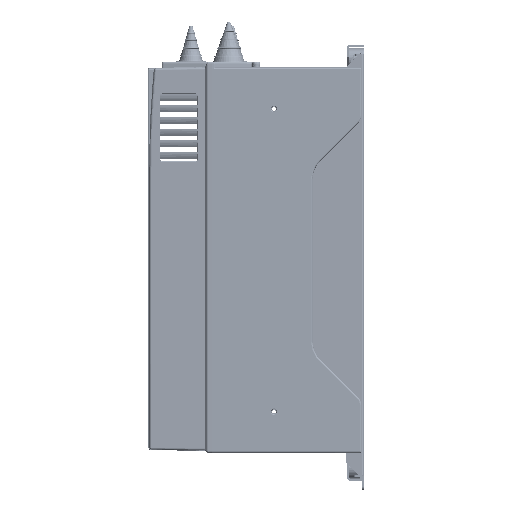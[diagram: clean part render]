
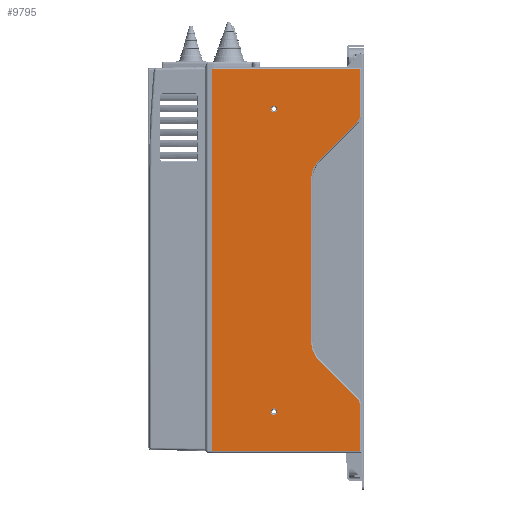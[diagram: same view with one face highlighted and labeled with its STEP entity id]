
A CAD part, left-side view. The second image highlights one B-rep face of the part: STEP entity #9795.
In plain terms, the highlighted planar face has unit normal (-1, 0, 0).
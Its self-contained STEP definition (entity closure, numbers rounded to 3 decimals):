
#6604=FACE_BOUND('',#24567,.T.);
#6605=FACE_BOUND('',#24568,.T.);
#6606=FACE_BOUND('',#24569,.T.);
#9795=ADVANCED_FACE('',(#6604,#6605,#6606),#15040,.T.);
#15040=PLANE('',#113382);
#24567=EDGE_LOOP('',(#37549));
#24568=EDGE_LOOP('',(#37550));
#24569=EDGE_LOOP('',(#37551,#37552,#37553,#37554,#37555,#37556,#37557,#37558,
#37559,#37560,#37561,#37562,#37563,#37564));
#37549=ORIENTED_EDGE('',*,*,#75769,.T.);
#37550=ORIENTED_EDGE('',*,*,#75772,.T.);
#37551=ORIENTED_EDGE('',*,*,#75835,.T.);
#37552=ORIENTED_EDGE('',*,*,#75836,.T.);
#37553=ORIENTED_EDGE('',*,*,#75834,.T.);
#37554=ORIENTED_EDGE('',*,*,#75837,.T.);
#37555=ORIENTED_EDGE('',*,*,#75824,.T.);
#37556=ORIENTED_EDGE('',*,*,#75819,.T.);
#37557=ORIENTED_EDGE('',*,*,#75816,.T.);
#37558=ORIENTED_EDGE('',*,*,#75809,.T.);
#37559=ORIENTED_EDGE('',*,*,#75806,.T.);
#37560=ORIENTED_EDGE('',*,*,#75799,.T.);
#37561=ORIENTED_EDGE('',*,*,#75796,.T.);
#37562=ORIENTED_EDGE('',*,*,#75789,.T.);
#37563=ORIENTED_EDGE('',*,*,#75786,.T.);
#37564=ORIENTED_EDGE('',*,*,#75776,.T.);
#63827=VERTEX_POINT('',#163240);
#63830=VERTEX_POINT('',#163282);
#63832=VERTEX_POINT('',#163320);
#63834=VERTEX_POINT('',#163324);
#63840=VERTEX_POINT('',#163371);
#63841=VERTEX_POINT('',#163399);
#63846=VERTEX_POINT('',#163415);
#63847=VERTEX_POINT('',#163443);
#63852=VERTEX_POINT('',#163459);
#63853=VERTEX_POINT('',#163487);
#63858=VERTEX_POINT('',#163503);
#63860=VERTEX_POINT('',#163532);
#63863=VERTEX_POINT('',#163572);
#63870=VERTEX_POINT('',#163592);
#63871=VERTEX_POINT('',#163594);
#63872=VERTEX_POINT('',#163598);
#75769=EDGE_CURVE('',#63827,#63827,#88956,.T.);
#75772=EDGE_CURVE('',#63830,#63830,#88958,.T.);
#75776=EDGE_CURVE('',#63832,#63834,#97297,.T.);
#75786=EDGE_CURVE('',#63840,#63832,#88965,.T.);
#75789=EDGE_CURVE('',#63841,#63840,#97302,.T.);
#75796=EDGE_CURVE('',#63846,#63841,#88969,.T.);
#75799=EDGE_CURVE('',#63847,#63846,#97307,.T.);
#75806=EDGE_CURVE('',#63852,#63847,#88973,.T.);
#75809=EDGE_CURVE('',#63853,#63852,#97312,.T.);
#75816=EDGE_CURVE('',#63858,#63853,#88977,.T.);
#75819=EDGE_CURVE('',#63860,#63858,#97317,.T.);
#75824=EDGE_CURVE('',#63863,#63860,#97319,.T.);
#75834=EDGE_CURVE('',#63870,#63871,#97325,.T.);
#75835=EDGE_CURVE('',#63834,#63872,#97326,.T.);
#75836=EDGE_CURVE('',#63872,#63870,#97327,.T.);
#75837=EDGE_CURVE('',#63871,#63863,#97328,.T.);
#88956=CIRCLE('',#113331,3.208);
#88958=CIRCLE('',#113335,3.208);
#88965=CIRCLE('',#113346,8.5);
#88969=CIRCLE('',#113354,26.5);
#88973=CIRCLE('',#113362,26.5);
#88977=CIRCLE('',#113370,8.5);
#97297=LINE('',#163325,#104731);
#97302=LINE('',#163402,#104736);
#97307=LINE('',#163446,#104741);
#97312=LINE('',#163490,#104746);
#97317=LINE('',#163534,#104751);
#97319=LINE('',#163571,#104753);
#97325=LINE('',#163595,#104759);
#97326=LINE('',#163597,#104760);
#97327=LINE('',#163599,#104761);
#97328=LINE('',#163600,#104762);
#104731=VECTOR('',#127063,1.);
#104736=VECTOR('',#127088,1.);
#104741=VECTOR('',#127109,1.);
#104746=VECTOR('',#127130,1.);
#104751=VECTOR('',#127151,1.);
#104753=VECTOR('',#127161,1.);
#104759=VECTOR('',#127177,1.);
#104760=VECTOR('',#127180,1.);
#104761=VECTOR('',#127181,1.);
#104762=VECTOR('',#127182,1.);
#113331=AXIS2_PLACEMENT_3D('',#163239,#127048,#127049);
#113335=AXIS2_PLACEMENT_3D('',#163281,#127056,#127057);
#113346=AXIS2_PLACEMENT_3D('',#163372,#127083,#127084);
#113354=AXIS2_PLACEMENT_3D('',#163416,#127104,#127105);
#113362=AXIS2_PLACEMENT_3D('',#163460,#127125,#127126);
#113370=AXIS2_PLACEMENT_3D('',#163504,#127146,#127147);
#113382=AXIS2_PLACEMENT_3D('',#163601,#127183,#127184);
#127048=DIRECTION('',(1.,0.,0.));
#127049=DIRECTION('',(0.,1.,0.));
#127056=DIRECTION('',(1.,0.,0.));
#127057=DIRECTION('',(0.,1.,0.));
#127063=DIRECTION('',(0.,0.,1.));
#127083=DIRECTION('',(-1.,0.,0.));
#127084=DIRECTION('',(0.,-0.707,-0.707));
#127088=DIRECTION('',(0.,-0.707,0.707));
#127104=DIRECTION('',(1.,0.,0.));
#127105=DIRECTION('',(0.,1.,0.));
#127109=DIRECTION('',(0.,0.,1.));
#127125=DIRECTION('',(1.,0.,0.));
#127126=DIRECTION('',(0.,0.707,-0.707));
#127130=DIRECTION('',(0.,0.707,0.707));
#127146=DIRECTION('',(-1.,0.,0.));
#127147=DIRECTION('',(0.,-1.,0.));
#127151=DIRECTION('',(0.,0.,1.));
#127161=DIRECTION('',(0.,-1.,0.));
#127177=DIRECTION('',(0.,1.,0.));
#127180=DIRECTION('',(0.,1.,0.));
#127181=DIRECTION('',(0.,0.,1.));
#127182=DIRECTION('',(0.,0.,-1.));
#127183=DIRECTION('',(-1.,0.,0.));
#127184=DIRECTION('',(0.,1.,0.));
#163239=CARTESIAN_POINT('',(-54.462,56.594,2.));
#163240=CARTESIAN_POINT('',(-54.462,59.802,2.));
#163281=CARTESIAN_POINT('',(-54.462,56.594,-298.));
#163282=CARTESIAN_POINT('',(-54.462,59.802,-298.));
#163320=CARTESIAN_POINT('',(-54.462,-28.406,-4.858));
#163324=CARTESIAN_POINT('',(-54.462,-28.406,41.));
#163325=CARTESIAN_POINT('',(-54.462,-28.406,-4.858));
#163371=CARTESIAN_POINT('',(-54.462,-25.917,-10.868));
#163372=CARTESIAN_POINT('',(-54.462,-19.906,-4.858));
#163399=CARTESIAN_POINT('',(-54.462,11.832,-48.617));
#163402=CARTESIAN_POINT('',(-54.462,11.832,-48.617));
#163415=CARTESIAN_POINT('',(-54.462,19.594,-67.355));
#163416=CARTESIAN_POINT('',(-54.462,-6.906,-67.355));
#163443=CARTESIAN_POINT('',(-54.462,19.594,-228.645));
#163446=CARTESIAN_POINT('',(-54.462,19.594,-228.645));
#163459=CARTESIAN_POINT('',(-54.462,11.832,-247.383));
#163460=CARTESIAN_POINT('',(-54.462,-6.906,-228.645));
#163487=CARTESIAN_POINT('',(-54.462,-25.917,-285.132));
#163490=CARTESIAN_POINT('',(-54.462,-25.917,-285.132));
#163503=CARTESIAN_POINT('',(-54.462,-28.406,-291.142));
#163504=CARTESIAN_POINT('',(-54.462,-19.906,-291.142));
#163532=CARTESIAN_POINT('',(-54.462,-28.406,-337.));
#163534=CARTESIAN_POINT('',(-54.462,-28.406,-337.));
#163571=CARTESIAN_POINT('',(-54.462,117.594,-337.));
#163572=CARTESIAN_POINT('',(-54.462,117.594,-337.));
#163592=CARTESIAN_POINT('',(-54.462,116.094,41.5));
#163594=CARTESIAN_POINT('',(-54.462,117.594,41.5));
#163595=CARTESIAN_POINT('',(-54.462,116.094,41.5));
#163597=CARTESIAN_POINT('',(-54.462,-28.406,41.));
#163598=CARTESIAN_POINT('',(-54.462,116.094,41.));
#163599=CARTESIAN_POINT('',(-54.462,116.094,41.));
#163600=CARTESIAN_POINT('',(-54.462,117.594,41.5));
#163601=CARTESIAN_POINT('',(-54.462,-32.006,48.6));
